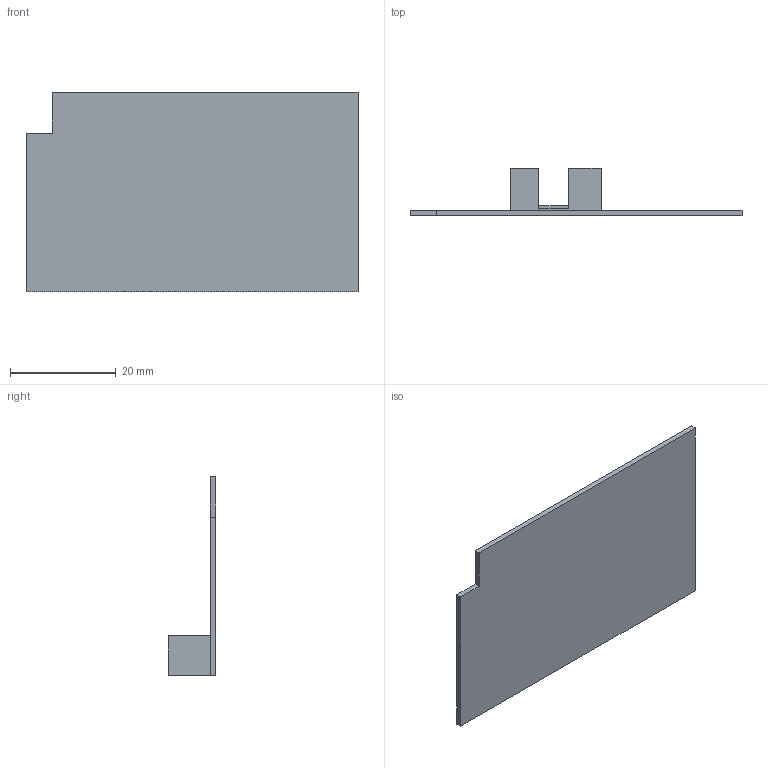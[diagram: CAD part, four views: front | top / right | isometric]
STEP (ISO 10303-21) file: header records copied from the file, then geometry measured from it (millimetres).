
FILE_DESCRIPTION(/* description */ (''),/* implementation_level */ '2;1');
FILE_NAME(/* name */ 'Tray.step',/* time_stamp */ '2024-04-05T16:52:57-04:00',/* author */ (''),/* organization */ (''),/* preprocessor_version */ 'ST-DEVELOPER v20',/* originating_system */ 'Autodesk Translation Framework v12.20.1.177',/* authorisation */ '');
FILE_SCHEMA (('AUTOMOTIVE_DESIGN { 1 0 10303 214 3 1 1 }'));
Length unit declared in the file: millimetre
Products named in the file (1): Tray
Bounding box: 62.9 x 9 x 37.75 mm (x, y, z)
Volume: 2923.6 mm3; surface area: 5363.8 mm2
Topology: 1 solids, 1 shells, 44 faces, 124 edges, 82 vertices
Faces by surface type: plane 44
Entity records: 1425 total; most frequent: CARTESIAN_POINT 251, ORIENTED_EDGE 248, DIRECTION 214, LINE 124, VECTOR 124, EDGE_CURVE 124, VERTEX_POINT 82, AXIS2_PLACEMENT_3D 45
